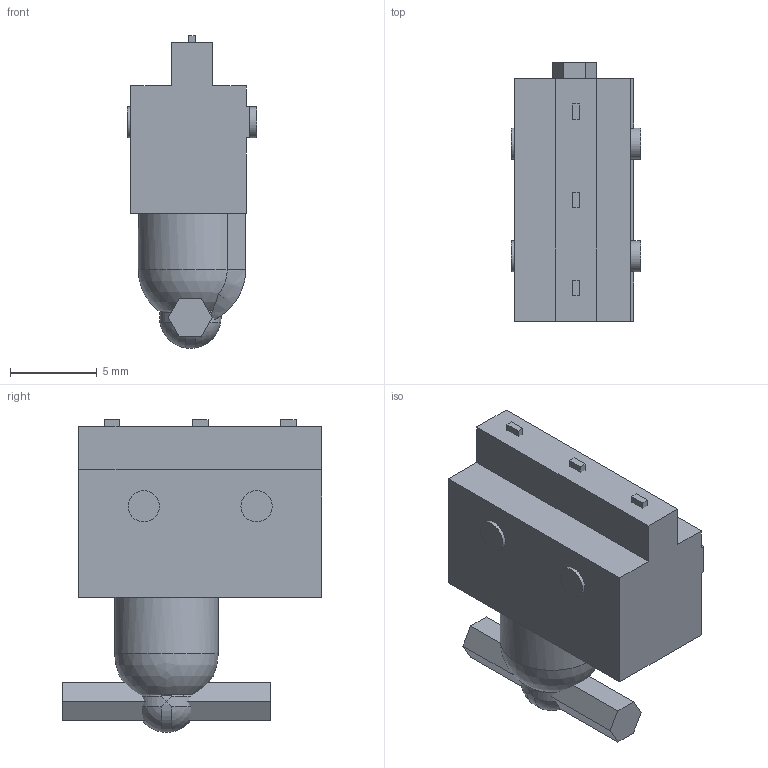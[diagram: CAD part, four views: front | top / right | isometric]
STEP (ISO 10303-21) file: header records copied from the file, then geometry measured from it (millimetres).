
FILE_DESCRIPTION(/* description */ (''),/* implementation_level */ '2;1');
FILE_NAME(/* name */ 'model.step',/* time_stamp */ '2024-07-09T18:45:38+10:00',/* author */ (''),/* organization */ (''),/* preprocessor_version */ 'ST-DEVELOPER v20',/* originating_system */ 'Autodesk Translation Framework v13.14.0.145',/* authorisation */ '');
FILE_SCHEMA (('AUTOMOTIVE_DESIGN { 1 0 10303 214 3 1 1 }'));
Length unit declared in the file: millimetre
Products named in the file (9): (Unsaved); FilamentSensorCutter5.5 (1); Ball Shaft; Switch Body; Hex Filament Path; FilamentSensor (1); 5.5mmBall (1); Omron-D2F (1); Pivot (1)
Assembly tree (8 placements, depth 3):
  (Unsaved)
    FilamentSensorCutter5.5 (1)
      Ball Shaft
      Switch Body
      Hex Filament Path
    FilamentSensor (1)
      5.5mmBall (1)
      Omron-D2F (1)
    Pivot (1)
Bounding box: 7.45 x 14.95 x 18.04 mm (x, y, z)
Volume: 1539.5 mm3; surface area: 1466.8 mm2
Topology: 6 solids, 6 shells, 104 faces, 249 edges, 158 vertices
Faces by surface type: plane 69, cylinder 22, sphere 10, cone 2, torus 1
Full cylindrical faces by diameter (mm): 1.8 x4, 2 x1
Entity records: 3405 total; most frequent: CARTESIAN_POINT 609, DIRECTION 559, ORIENTED_EDGE 496, EDGE_CURVE 248, AXIS2_PLACEMENT_3D 195, LINE 169, VECTOR 169, VERTEX_POINT 158
